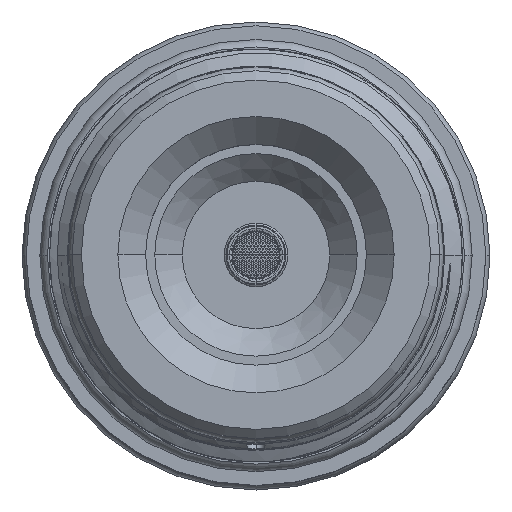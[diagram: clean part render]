
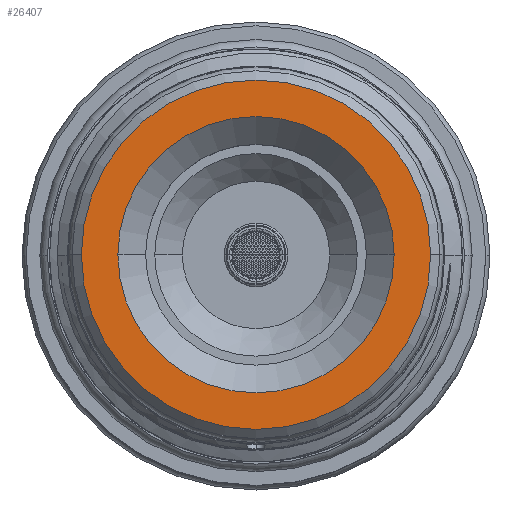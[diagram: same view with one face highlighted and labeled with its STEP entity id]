
A CAD part, top view. The second image highlights one B-rep face of the part: STEP entity #26407.
In plain terms, the highlighted planar face has unit normal (0, 0, 1).
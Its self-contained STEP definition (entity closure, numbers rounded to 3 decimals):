
#3179 = ORIENTED_EDGE ( 'NONE', *, *, #44315, .F. ) ;
#3622 = DIRECTION ( 'NONE',  ( 1., 0., 0. ) ) ;
#3737 = CARTESIAN_POINT ( 'NONE',  ( 0., 0., 13.677 ) ) ;
#4116 = DIRECTION ( 'NONE',  ( -1., 0., 0. ) ) ;
#4256 = VERTEX_POINT ( 'NONE', #55210 ) ;
#6728 = AXIS2_PLACEMENT_3D ( 'NONE', #29936, #48179, #21788 ) ;
#8364 = FACE_OUTER_BOUND ( 'NONE', #32282, .T. ) ;
#9418 = VERTEX_POINT ( 'NONE', #42738 ) ;
#10214 = ORIENTED_EDGE ( 'NONE', *, *, #54632, .F. ) ;
#12880 = DIRECTION ( 'NONE',  ( 1., 0., 0. ) ) ;
#13101 = EDGE_LOOP ( 'NONE', ( #10214, #42516 ) ) ;
#13809 = CIRCLE ( 'NONE', #55798, 15.075 ) ;
#15076 = EDGE_CURVE ( 'NONE', #4256, #9418, #13809, .T. ) ;
#15523 = VERTEX_POINT ( 'NONE', #24650 ) ;
#16230 = DIRECTION ( 'NONE',  ( -1., 0., 0. ) ) ;
#19411 = CIRCLE ( 'NONE', #6728, 11.925 ) ;
#21788 = DIRECTION ( 'NONE',  ( 1., 0., 0. ) ) ;
#22492 = CARTESIAN_POINT ( 'NONE',  ( 0., 0., 13.677 ) ) ;
#24650 = CARTESIAN_POINT ( 'NONE',  ( -11.925, 0., 13.677 ) ) ;
#25457 = CIRCLE ( 'NONE', #34791, 11.925 ) ;
#26407 = ADVANCED_FACE ( 'NONE', ( #8364, #32322 ), #44506, .T. ) ;
#27844 = ORIENTED_EDGE ( 'NONE', *, *, #15076, .F. ) ;
#29936 = CARTESIAN_POINT ( 'NONE',  ( 0., 0., 13.677 ) ) ;
#30577 = DIRECTION ( 'NONE',  ( 0., 0., 1. ) ) ;
#30688 = CARTESIAN_POINT ( 'NONE',  ( 11.925, 0., 13.677 ) ) ;
#31072 = DIRECTION ( 'NONE',  ( 0., 0., -1. ) ) ;
#31174 = CARTESIAN_POINT ( 'NONE',  ( -15.075, 0., 13.677 ) ) ;
#32282 = EDGE_LOOP ( 'NONE', ( #27844, #3179 ) ) ;
#32322 = FACE_BOUND ( 'NONE', #13101, .T. ) ;
#34791 = AXIS2_PLACEMENT_3D ( 'NONE', #22492, #30577, #3622 ) ;
#39063 = AXIS2_PLACEMENT_3D ( 'NONE', #31174, #39453, #12880 ) ;
#39453 = DIRECTION ( 'NONE',  ( 0., 0., 1. ) ) ;
#41638 = VERTEX_POINT ( 'NONE', #30688 ) ;
#41960 = AXIS2_PLACEMENT_3D ( 'NONE', #3737, #31072, #4116 ) ;
#42516 = ORIENTED_EDGE ( 'NONE', *, *, #45182, .F. ) ;
#42738 = CARTESIAN_POINT ( 'NONE',  ( 15.075, 0., 13.677 ) ) ;
#44315 = EDGE_CURVE ( 'NONE', #9418, #4256, #44531, .T. ) ;
#44506 = PLANE ( 'NONE',  #39063 ) ;
#44531 = CIRCLE ( 'NONE', #41960, 15.075 ) ;
#45182 = EDGE_CURVE ( 'NONE', #15523, #41638, #25457, .T. ) ;
#47672 = CARTESIAN_POINT ( 'NONE',  ( 0., 0., 13.677 ) ) ;
#48179 = DIRECTION ( 'NONE',  ( 0., 0., 1. ) ) ;
#51619 = DIRECTION ( 'NONE',  ( 0., 0., -1. ) ) ;
#54632 = EDGE_CURVE ( 'NONE', #41638, #15523, #19411, .T. ) ;
#55210 = CARTESIAN_POINT ( 'NONE',  ( -15.075, 0., 13.677 ) ) ;
#55798 = AXIS2_PLACEMENT_3D ( 'NONE', #47672, #51619, #16230 ) ;
